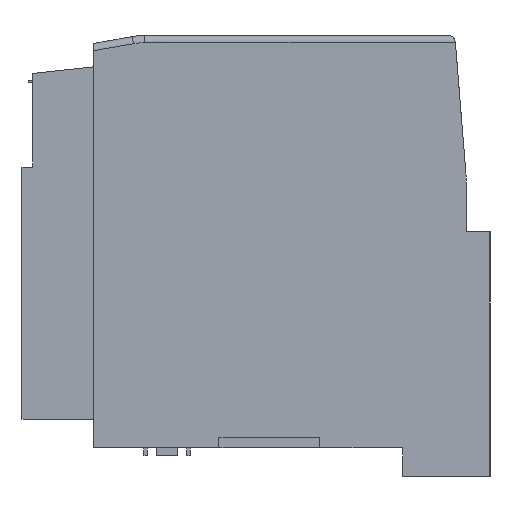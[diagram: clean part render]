
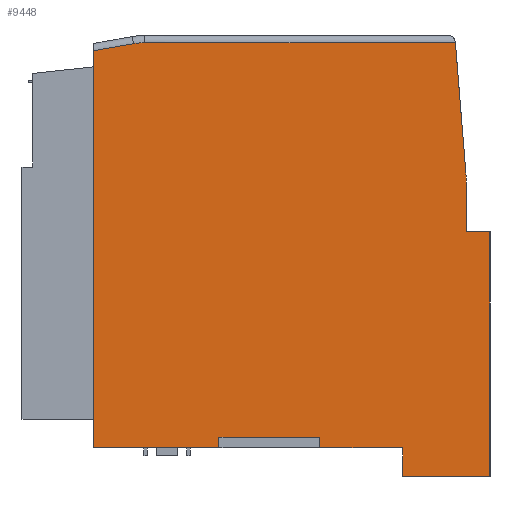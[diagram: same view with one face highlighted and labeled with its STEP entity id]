
A CAD part, left-side view. The second image highlights one B-rep face of the part: STEP entity #9448.
In plain terms, the highlighted planar face has unit normal (-1, 0, 0).
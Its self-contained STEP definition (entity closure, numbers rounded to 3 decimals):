
#499 = CARTESIAN_POINT ( 'NONE',  ( -44.35, -17.09, -4. ) ) ;
#662 = DIRECTION ( 'NONE',  ( 0., 0., -1. ) ) ;
#679 = VERTEX_POINT ( 'NONE', #23583 ) ;
#944 = CARTESIAN_POINT ( 'NONE',  ( -44.35, -24.773, 64.091 ) ) ;
#1656 = EDGE_CURVE ( 'NONE', #8152, #26444, #21713, .T. ) ;
#1846 = ORIENTED_EDGE ( 'NONE', *, *, #28651, .F. ) ;
#2274 = DIRECTION ( 'NONE',  ( 0., 0., -1. ) ) ;
#2336 = CARTESIAN_POINT ( 'NONE',  ( -44.35, 25.95, 0. ) ) ;
#2414 = VERTEX_POINT ( 'NONE', #6344 ) ;
#2908 = DIRECTION ( 'NONE',  ( 0., -1., 0. ) ) ;
#3612 = VERTEX_POINT ( 'NONE', #2336 ) ;
#3643 = CARTESIAN_POINT ( 'NONE',  ( -44.35, -24.431, 56.35 ) ) ;
#3669 = ORIENTED_EDGE ( 'NONE', *, *, #3678, .F. ) ;
#3678 = EDGE_CURVE ( 'NONE', #14828, #26229, #29073, .T. ) ;
#3749 = CARTESIAN_POINT ( 'NONE',  ( -44.35, 25.95, 57.35 ) ) ;
#5138 = VECTOR ( 'NONE', #9610, 1000. ) ;
#5563 = CARTESIAN_POINT ( 'NONE',  ( -44.35, -29.25, 30.05 ) ) ;
#6344 = CARTESIAN_POINT ( 'NONE',  ( -44.35, -25.95, 36.791 ) ) ;
#6481 = CARTESIAN_POINT ( 'NONE',  ( -44.35, 8.45, 1.5 ) ) ;
#6522 = VECTOR ( 'NONE', #20908, 1000. ) ;
#6846 = ORIENTED_EDGE ( 'NONE', *, *, #21694, .T. ) ;
#7037 = VERTEX_POINT ( 'NONE', #17072 ) ;
#7512 = CARTESIAN_POINT ( 'NONE',  ( -44.35, -25.95, 0. ) ) ;
#7701 = DIRECTION ( 'NONE',  ( 0., 0., -1. ) ) ;
#8118 = ORIENTED_EDGE ( 'NONE', *, *, #13195, .F. ) ;
#8152 = VERTEX_POINT ( 'NONE', #21601 ) ;
#8402 = EDGE_CURVE ( 'NONE', #2414, #13304, #22866, .T. ) ;
#8692 = CIRCLE ( 'NONE', #16887, 20. ) ;
#9362 = DIRECTION ( 'NONE',  ( 1., 0., 0. ) ) ;
#9448 = ADVANCED_FACE ( 'NONE', ( #25211 ), #18480, .F. ) ;
#9503 = DIRECTION ( 'NONE',  ( 0., 1., 0. ) ) ;
#9541 = CARTESIAN_POINT ( 'NONE',  ( -44.35, -17.09, 0. ) ) ;
#9610 = DIRECTION ( 'NONE',  ( 0., 0., 1. ) ) ;
#10153 = ORIENTED_EDGE ( 'NONE', *, *, #15342, .F. ) ;
#10206 = EDGE_CURVE ( 'NONE', #7037, #13471, #21489, .T. ) ;
#10353 = LINE ( 'NONE', #7512, #16179 ) ;
#10494 = CARTESIAN_POINT ( 'NONE',  ( -44.35, -25.95, 0. ) ) ;
#11132 = DIRECTION ( 'NONE',  ( 0., 0., -1. ) ) ;
#11504 = ORIENTED_EDGE ( 'NONE', *, *, #28526, .T. ) ;
#11525 = VERTEX_POINT ( 'NONE', #3643 ) ;
#11668 = LINE ( 'NONE', #499, #29430 ) ;
#12464 = VECTOR ( 'NONE', #11132, 1000. ) ;
#12509 = VERTEX_POINT ( 'NONE', #13828 ) ;
#12671 = CARTESIAN_POINT ( 'NONE',  ( -44.35, -24.35, 57.35 ) ) ;
#12793 = LINE ( 'NONE', #21057, #24387 ) ;
#12831 = LINE ( 'NONE', #3749, #18275 ) ;
#13195 = EDGE_CURVE ( 'NONE', #679, #13220, #18892, .T. ) ;
#13220 = VERTEX_POINT ( 'NONE', #24089 ) ;
#13304 = VERTEX_POINT ( 'NONE', #24694 ) ;
#13462 = CARTESIAN_POINT ( 'NONE',  ( -44.35, -25.95, 57.35 ) ) ;
#13471 = VERTEX_POINT ( 'NONE', #18734 ) ;
#13531 = ORIENTED_EDGE ( 'NONE', *, *, #10206, .F. ) ;
#13796 = LINE ( 'NONE', #10494, #26122 ) ;
#13828 = CARTESIAN_POINT ( 'NONE',  ( -44.35, -5.55, 0. ) ) ;
#14379 = DIRECTION ( 'NONE',  ( 0., 1., 0. ) ) ;
#14536 = DIRECTION ( 'NONE',  ( -1., 0., 0. ) ) ;
#14745 = AXIS2_PLACEMENT_3D ( 'NONE', #28433, #14536, #662 ) ;
#14828 = VERTEX_POINT ( 'NONE', #23989 ) ;
#14871 = EDGE_CURVE ( 'NONE', #26444, #25501, #22964, .T. ) ;
#14906 = EDGE_CURVE ( 'NONE', #11525, #26136, #26236, .T. ) ;
#15342 = EDGE_CURVE ( 'NONE', #13220, #14828, #11668, .T. ) ;
#15932 = VECTOR ( 'NONE', #25493, 1000. ) ;
#16137 = DIRECTION ( 'NONE',  ( -1., 0., 0. ) ) ;
#16179 = VECTOR ( 'NONE', #16829, 1000. ) ;
#16811 = VECTOR ( 'NONE', #19464, 1000. ) ;
#16829 = DIRECTION ( 'NONE',  ( 0., -1., 0. ) ) ;
#16887 = AXIS2_PLACEMENT_3D ( 'NONE', #30036, #16137, #2274 ) ;
#16969 = EDGE_CURVE ( 'NONE', #3612, #27442, #10353, .T. ) ;
#17072 = CARTESIAN_POINT ( 'NONE',  ( -44.35, -5.55, 1.5 ) ) ;
#17215 = ORIENTED_EDGE ( 'NONE', *, *, #21611, .T. ) ;
#17718 = DIRECTION ( 'NONE',  ( 0., 0., -1. ) ) ;
#18008 = DIRECTION ( 'NONE',  ( 0., 1., 0. ) ) ;
#18126 = CARTESIAN_POINT ( 'NONE',  ( -44.35, 25.95, 55.235 ) ) ;
#18275 = VECTOR ( 'NONE', #17718, 1000. ) ;
#18316 = EDGE_CURVE ( 'NONE', #12509, #26229, #13796, .T. ) ;
#18435 = AXIS2_PLACEMENT_3D ( 'NONE', #23223, #9362, #25584 ) ;
#18480 = PLANE ( 'NONE',  #18435 ) ;
#18509 = EDGE_CURVE ( 'NONE', #11525, #8152, #22827, .T. ) ;
#18579 = CARTESIAN_POINT ( 'NONE',  ( -44.35, -5.55, 1.5 ) ) ;
#18734 = CARTESIAN_POINT ( 'NONE',  ( -44.35, 8.45, 1.5 ) ) ;
#18892 = LINE ( 'NONE', #5563, #25039 ) ;
#19464 = DIRECTION ( 'NONE',  ( 0., 0.985, -0.172 ) ) ;
#20908 = DIRECTION ( 'NONE',  ( 0., 0., -1. ) ) ;
#21057 = CARTESIAN_POINT ( 'NONE',  ( -44.35, -29.25, 30.05 ) ) ;
#21231 = ORIENTED_EDGE ( 'NONE', *, *, #18509, .T. ) ;
#21489 = LINE ( 'NONE', #22670, #26915 ) ;
#21565 = ORIENTED_EDGE ( 'NONE', *, *, #14906, .F. ) ;
#21601 = CARTESIAN_POINT ( 'NONE',  ( -44.35, 18.784, 56.35 ) ) ;
#21611 = EDGE_CURVE ( 'NONE', #2414, #26136, #8692, .T. ) ;
#21694 = EDGE_CURVE ( 'NONE', #7037, #12509, #25011, .T. ) ;
#21713 = CIRCLE ( 'NONE', #14745, 9. ) ;
#21953 = ORIENTED_EDGE ( 'NONE', *, *, #16969, .T. ) ;
#22670 = CARTESIAN_POINT ( 'NONE',  ( -44.35, 0., 1.5 ) ) ;
#22827 = LINE ( 'NONE', #23136, #15932 ) ;
#22866 = LINE ( 'NONE', #13462, #29049 ) ;
#22964 = LINE ( 'NONE', #944, #16811 ) ;
#23109 = CARTESIAN_POINT ( 'NONE',  ( -44.35, -25.885, 38.406 ) ) ;
#23136 = CARTESIAN_POINT ( 'NONE',  ( -44.35, -25.95, 56.35 ) ) ;
#23223 = CARTESIAN_POINT ( 'NONE',  ( -44.35, -25.95, 57.35 ) ) ;
#23583 = CARTESIAN_POINT ( 'NONE',  ( -44.35, -29.25, 30.05 ) ) ;
#23753 = ORIENTED_EDGE ( 'NONE', *, *, #8402, .F. ) ;
#23923 = CARTESIAN_POINT ( 'NONE',  ( -44.35, 8.45, 0. ) ) ;
#23989 = CARTESIAN_POINT ( 'NONE',  ( -44.35, -17.09, -4. ) ) ;
#24066 = ORIENTED_EDGE ( 'NONE', *, *, #26826, .T. ) ;
#24089 = CARTESIAN_POINT ( 'NONE',  ( -44.35, -29.25, -4. ) ) ;
#24387 = VECTOR ( 'NONE', #9503, 1000. ) ;
#24694 = CARTESIAN_POINT ( 'NONE',  ( -44.35, -25.95, 30.05 ) ) ;
#24779 = LINE ( 'NONE', #6481, #12464 ) ;
#25011 = LINE ( 'NONE', #18579, #6522 ) ;
#25039 = VECTOR ( 'NONE', #7701, 1000. ) ;
#25211 = FACE_OUTER_BOUND ( 'NONE', #25872, .T. ) ;
#25493 = DIRECTION ( 'NONE',  ( 0., 1., 0. ) ) ;
#25501 = VERTEX_POINT ( 'NONE', #18126 ) ;
#25516 = VECTOR ( 'NONE', #26544, 1000. ) ;
#25584 = DIRECTION ( 'NONE',  ( 0., 0., -1. ) ) ;
#25704 = ORIENTED_EDGE ( 'NONE', *, *, #14871, .T. ) ;
#25831 = CARTESIAN_POINT ( 'NONE',  ( -44.35, -17.09, -4. ) ) ;
#25872 = EDGE_LOOP ( 'NONE', ( #21565, #21231, #27010, #25704, #11504, #21953, #1846, #13531, #6846, #29108, #3669, #10153, #8118, #24066, #23753, #17215 ) ) ;
#26122 = VECTOR ( 'NONE', #2908, 1000. ) ;
#26136 = VERTEX_POINT ( 'NONE', #23109 ) ;
#26229 = VERTEX_POINT ( 'NONE', #9541 ) ;
#26236 = LINE ( 'NONE', #12671, #25516 ) ;
#26353 = CARTESIAN_POINT ( 'NONE',  ( -44.35, 20.332, 56.216 ) ) ;
#26444 = VERTEX_POINT ( 'NONE', #26353 ) ;
#26544 = DIRECTION ( 'NONE',  ( 0., -0.081, -0.997 ) ) ;
#26826 = EDGE_CURVE ( 'NONE', #679, #13304, #12793, .T. ) ;
#26915 = VECTOR ( 'NONE', #18008, 1000. ) ;
#27010 = ORIENTED_EDGE ( 'NONE', *, *, #1656, .T. ) ;
#27442 = VERTEX_POINT ( 'NONE', #23923 ) ;
#28433 = CARTESIAN_POINT ( 'NONE',  ( -44.35, 18.784, 47.35 ) ) ;
#28526 = EDGE_CURVE ( 'NONE', #25501, #3612, #12831, .T. ) ;
#28651 = EDGE_CURVE ( 'NONE', #13471, #27442, #24779, .T. ) ;
#29049 = VECTOR ( 'NONE', #29793, 1000. ) ;
#29073 = LINE ( 'NONE', #25831, #5138 ) ;
#29108 = ORIENTED_EDGE ( 'NONE', *, *, #18316, .T. ) ;
#29430 = VECTOR ( 'NONE', #14379, 1000. ) ;
#29793 = DIRECTION ( 'NONE',  ( 0., 0., -1. ) ) ;
#30036 = CARTESIAN_POINT ( 'NONE',  ( -44.35, -5.95, 36.791 ) ) ;
